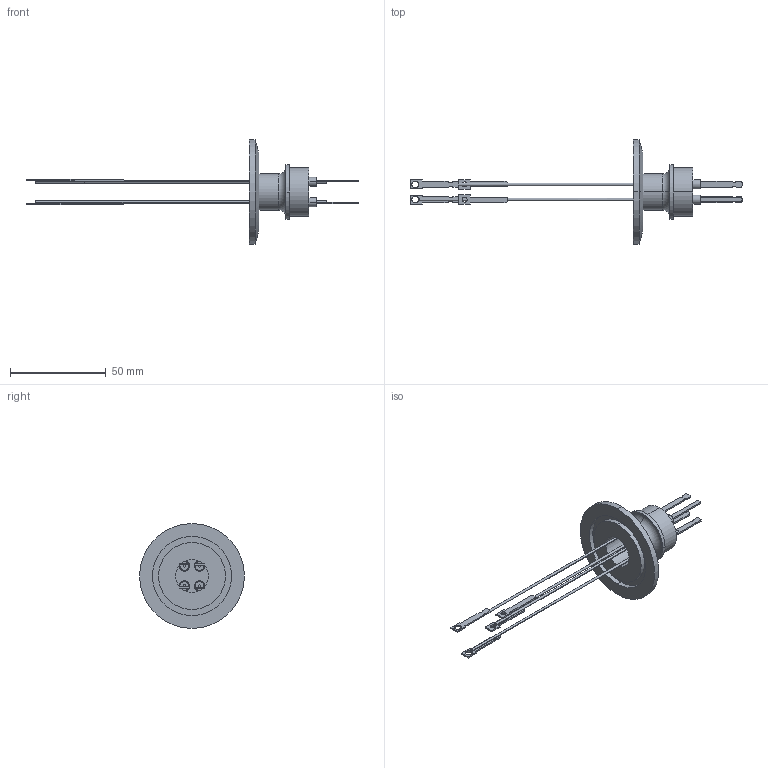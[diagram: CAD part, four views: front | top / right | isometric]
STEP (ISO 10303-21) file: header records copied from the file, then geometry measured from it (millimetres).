
FILE_DESCRIPTION (( 'STEP AP214' ), '1' );
FILE_NAME ('120XTK040-2.step', '2017-07-10T09:42:33', ( 'install' ), ( '' ), 'SwSTEP 2.0', 'SolidWorks 2015', '' );
FILE_SCHEMA (( 'AUTOMOTIVE_DESIGN' ));
Length unit declared in the file: inch
Products named in the file (1): 120XTK040-2
Bounding box: 173.74 x 54.86 x 54.86 mm (x, y, z)
Volume: 13524.1 mm3; surface area: 15143.3 mm2
Topology: 1 solids, 1 shells, 236 faces, 590 edges, 392 vertices
Faces by surface type: cylinder 108, plane 106, torus 12, cone 10
Entity records: 10625 total; most frequent: CARTESIAN_POINT 1624, DIRECTION 1298, ORIENTED_EDGE 1180, EDGE_CURVE 590, AXIS2_PLACEMENT_3D 491, VERTEX_POINT 392, VECTOR 316, LINE 316
